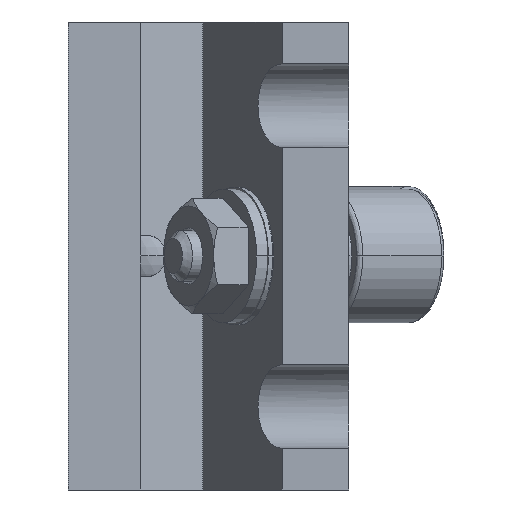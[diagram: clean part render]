
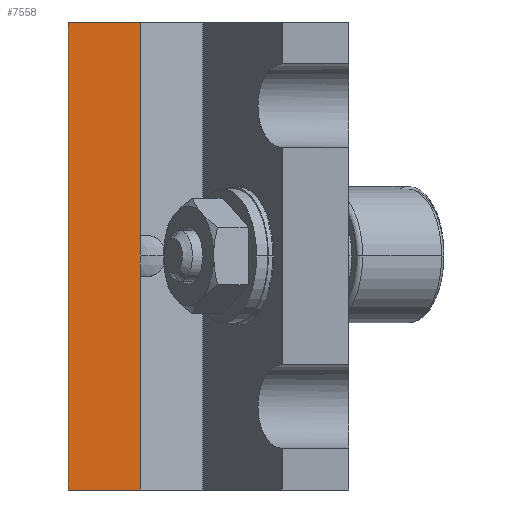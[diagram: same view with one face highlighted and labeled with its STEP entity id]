
A CAD part, left-side view. The second image highlights one B-rep face of the part: STEP entity #7558.
In plain terms, the highlighted planar face has unit normal (-1, 0, 0).
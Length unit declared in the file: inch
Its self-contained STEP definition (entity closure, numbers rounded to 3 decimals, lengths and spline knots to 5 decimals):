
#372 = ORIENTED_EDGE ( 'NONE', *, *, #15064, .F. ) ;
#811 = VECTOR ( 'NONE', #19279, 39.37008 ) ;
#1499 = VECTOR ( 'NONE', #8775, 39.37008 ) ;
#2277 = CARTESIAN_POINT ( 'NONE',  ( -1.25, 0.875, -0.875 ) ) ;
#3161 = EDGE_CURVE ( 'NONE', #17563, #16754, #5859, .T. ) ;
#3543 = CARTESIAN_POINT ( 'NONE',  ( -1.25, 0.875, 0.875 ) ) ;
#3746 = ORIENTED_EDGE ( 'NONE', *, *, #8575, .F. ) ;
#3938 = LINE ( 'NONE', #2277, #8765 ) ;
#4444 = FACE_OUTER_BOUND ( 'NONE', #8448, .T. ) ;
#5753 = ORIENTED_EDGE ( 'NONE', *, *, #16721, .T. ) ;
#5859 = LINE ( 'NONE', #13071, #811 ) ;
#7261 = ORIENTED_EDGE ( 'NONE', *, *, #3161, .T. ) ;
#7272 = CARTESIAN_POINT ( 'NONE',  ( -1.25, 0.605, 0.875 ) ) ;
#7369 = CARTESIAN_POINT ( 'NONE',  ( -1.25, 0.605, 0.875 ) ) ;
#7558 = ADVANCED_FACE ( 'NONE', ( #4444 ), #11827, .T. ) ;
#8302 = CARTESIAN_POINT ( 'NONE',  ( -1.25, 0.605, -0.875 ) ) ;
#8448 = EDGE_LOOP ( 'NONE', ( #372, #3746, #5753, #7261 ) ) ;
#8575 = EDGE_CURVE ( 'NONE', #15084, #18310, #3938, .T. ) ;
#8765 = VECTOR ( 'NONE', #9947, 39.37008 ) ;
#8775 = DIRECTION ( 'NONE',  ( 0., -1., 0. ) ) ;
#9947 = DIRECTION ( 'NONE',  ( 0., 0., 1. ) ) ;
#10342 = DIRECTION ( 'NONE',  ( 0., 0., 1. ) ) ;
#11827 = PLANE ( 'NONE',  #18442 ) ;
#12031 = DIRECTION ( 'NONE',  ( -1., 0., 0. ) ) ;
#12331 = VECTOR ( 'NONE', #17931, 39.37008 ) ;
#13071 = CARTESIAN_POINT ( 'NONE',  ( -1.25, 0.605, -0.875 ) ) ;
#13489 = LINE ( 'NONE', #7272, #12331 ) ;
#15064 = EDGE_CURVE ( 'NONE', #18310, #16754, #13489, .T. ) ;
#15084 = VERTEX_POINT ( 'NONE', #15225 ) ;
#15225 = CARTESIAN_POINT ( 'NONE',  ( -1.25, 0.875, -0.875 ) ) ;
#16059 = LINE ( 'NONE', #17756, #1499 ) ;
#16721 = EDGE_CURVE ( 'NONE', #15084, #17563, #16059, .T. ) ;
#16754 = VERTEX_POINT ( 'NONE', #7369 ) ;
#17563 = VERTEX_POINT ( 'NONE', #8302 ) ;
#17750 = CARTESIAN_POINT ( 'NONE',  ( -1.25, 0.605, -0.875 ) ) ;
#17756 = CARTESIAN_POINT ( 'NONE',  ( -1.25, 0.605, -0.875 ) ) ;
#17931 = DIRECTION ( 'NONE',  ( 0., -1., 0. ) ) ;
#18310 = VERTEX_POINT ( 'NONE', #3543 ) ;
#18442 = AXIS2_PLACEMENT_3D ( 'NONE', #17750, #12031, #10342 ) ;
#19279 = DIRECTION ( 'NONE',  ( 0., 0., 1. ) ) ;
